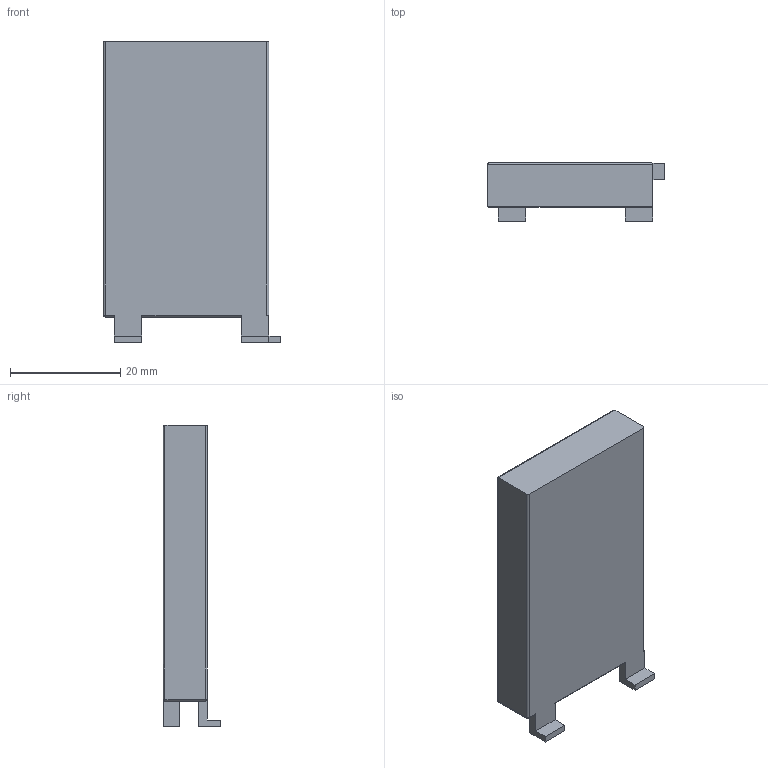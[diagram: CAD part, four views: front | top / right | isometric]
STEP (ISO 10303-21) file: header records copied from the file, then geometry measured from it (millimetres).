
FILE_DESCRIPTION(('produced by SPATIAL CORP'),'2;1');
FILE_NAME( 'new_tuner.hh.sat.stp' ,'2002-04-19T13:55:47+00:00',('SPATIAL CORP'),('SPATIAL CORP'), 'ACIS STEP Husk','http://www.spatial.com','SPATIAL CORP');
FILE_SCHEMA(('CONFIG_CONTROL_DESIGN'));
Length unit declared in the file: millimetre
Products named in the file (1): PRODUCT_ID_1
Bounding box: 32.15 x 10.5 x 54.65 mm (x, y, z)
Volume: 12122.2 mm3; surface area: 4482.8 mm2
Topology: 1 solids, 1 shells, 36 faces, 94 edges, 58 vertices
Faces by surface type: plane 24, cylinder 10, sphere 2
Entity records: 1167 total; most frequent: CARTESIAN_POINT 207, ORIENTED_EDGE 184, DIRECTION 175, EDGE_CURVE 92, VECTOR 75, LINE 75, VERTEX_POINT 58, AXIS2_PLACEMENT_3D 50
